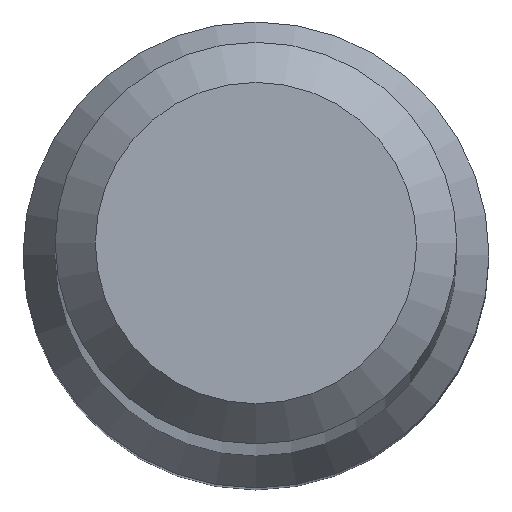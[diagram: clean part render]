
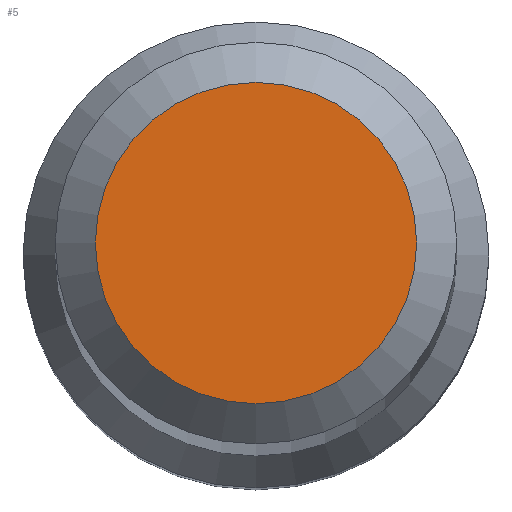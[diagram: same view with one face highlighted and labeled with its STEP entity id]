
A CAD part, top view. The second image highlights one B-rep face of the part: STEP entity #5.
In plain terms, the highlighted planar face has unit normal (0, 0, 1).
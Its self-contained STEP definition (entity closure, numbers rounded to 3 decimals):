
#5 = ADVANCED_FACE ( 'NONE', ( #136 ), #219, .F. ) ;
#15 = CIRCLE ( 'NONE', #76, 1.6 ) ;
#31 = DIRECTION ( 'NONE',  ( 0., 0., -1. ) ) ;
#56 = CARTESIAN_POINT ( 'NONE',  ( 0., 1.6, 80. ) ) ;
#76 = AXIS2_PLACEMENT_3D ( 'NONE', #146, #31, #228 ) ;
#84 = DIRECTION ( 'NONE',  ( 0., 1., 0. ) ) ;
#88 = EDGE_CURVE ( 'NONE', #135, #135, #15, .T. ) ;
#116 = CARTESIAN_POINT ( 'NONE',  ( 0., 0., 80. ) ) ;
#127 = ORIENTED_EDGE ( 'NONE', *, *, #88, .F. ) ;
#135 = VERTEX_POINT ( 'NONE', #56 ) ;
#136 = FACE_OUTER_BOUND ( 'NONE', #202, .T. ) ;
#144 = DIRECTION ( 'NONE',  ( 0., 0., -1. ) ) ;
#146 = CARTESIAN_POINT ( 'NONE',  ( 0., 0., 80. ) ) ;
#202 = EDGE_LOOP ( 'NONE', ( #127 ) ) ;
#219 = PLANE ( 'NONE',  #230 ) ;
#228 = DIRECTION ( 'NONE',  ( 0., 1., 0. ) ) ;
#230 = AXIS2_PLACEMENT_3D ( 'NONE', #116, #144, #84 ) ;
